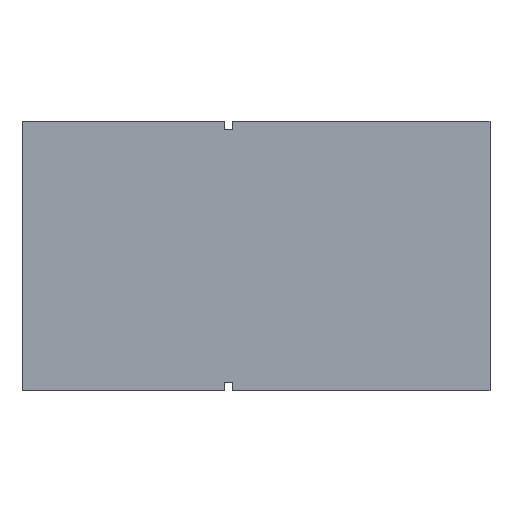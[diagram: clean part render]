
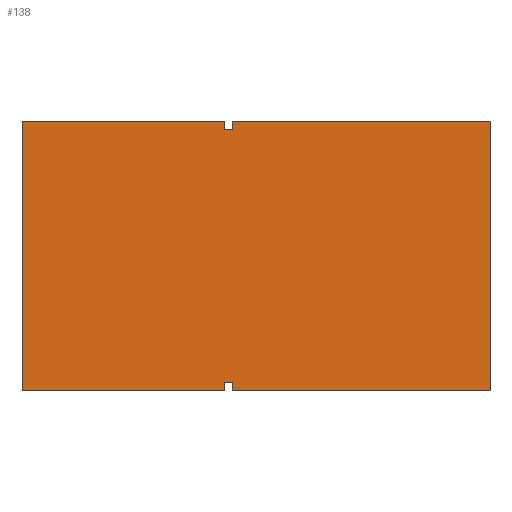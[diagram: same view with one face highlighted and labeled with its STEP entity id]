
A CAD part, front view. The second image highlights one B-rep face of the part: STEP entity #138.
In plain terms, the highlighted planar face has unit normal (0, -1, 0).
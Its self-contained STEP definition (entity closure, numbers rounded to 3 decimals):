
#3 = EDGE_CURVE ( 'NONE', #65, #1031, #831, .T. ) ;
#10 = VERTEX_POINT ( 'NONE', #28 ) ;
#25 = CARTESIAN_POINT ( 'NONE',  ( 289.5, -2.5, 83.5 ) ) ;
#28 = CARTESIAN_POINT ( 'NONE',  ( 125., -2.5, 83.5 ) ) ;
#29 = LINE ( 'NONE', #515, #205 ) ;
#33 = CARTESIAN_POINT ( 'NONE',  ( 0., -2.5, 0. ) ) ;
#35 = AXIS2_PLACEMENT_3D ( 'NONE', #33, #690, #513 ) ;
#52 = VECTOR ( 'NONE', #792, 1000. ) ;
#65 = VERTEX_POINT ( 'NONE', #204 ) ;
#70 = EDGE_CURVE ( 'NONE', #560, #1015, #543, .T. ) ;
#74 = VERTEX_POINT ( 'NONE', #1042 ) ;
#75 = EDGE_CURVE ( 'NONE', #1020, #786, #375, .T. ) ;
#92 = LINE ( 'NONE', #998, #244 ) ;
#100 = VECTOR ( 'NONE', #451, 1000. ) ;
#101 = EDGE_CURVE ( 'NONE', #309, #667, #474, .T. ) ;
#111 = CARTESIAN_POINT ( 'NONE',  ( 125., -2.5, 78.25 ) ) ;
#116 = CARTESIAN_POINT ( 'NONE',  ( 125., -2.5, 0. ) ) ;
#121 = VECTOR ( 'NONE', #978, 1000. ) ;
#137 = CARTESIAN_POINT ( 'NONE',  ( 289.5, -2.5, 0. ) ) ;
#138 = ADVANCED_FACE ( 'NONE', ( #929 ), #518, .F. ) ;
#144 = CARTESIAN_POINT ( 'NONE',  ( 130., -2.5, 83.5 ) ) ;
#158 = CARTESIAN_POINT ( 'NONE',  ( 0., -2.5, 79.5 ) ) ;
#160 = VECTOR ( 'NONE', #870, 1000. ) ;
#174 = VECTOR ( 'NONE', #516, 1000. ) ;
#180 = LINE ( 'NONE', #500, #361 ) ;
#183 = VECTOR ( 'NONE', #710, 1000. ) ;
#198 = ORIENTED_EDGE ( 'NONE', *, *, #275, .F. ) ;
#204 = CARTESIAN_POINT ( 'NONE',  ( 125., -2.5, -79.5 ) ) ;
#205 = VECTOR ( 'NONE', #938, 1000. ) ;
#208 = CARTESIAN_POINT ( 'NONE',  ( 130., -2.5, -83.5 ) ) ;
#218 = CARTESIAN_POINT ( 'NONE',  ( 130., -2.5, -83.5 ) ) ;
#244 = VECTOR ( 'NONE', #827, 1000. ) ;
#245 = EDGE_CURVE ( 'NONE', #74, #10, #730, .T. ) ;
#248 = CARTESIAN_POINT ( 'NONE',  ( 289.5, -2.5, -83.5 ) ) ;
#259 = VERTEX_POINT ( 'NONE', #158 ) ;
#275 = EDGE_CURVE ( 'NONE', #1015, #309, #868, .T. ) ;
#279 = LINE ( 'NONE', #1019, #100 ) ;
#285 = VERTEX_POINT ( 'NONE', #805 ) ;
#294 = CARTESIAN_POINT ( 'NONE',  ( 0., -2.5, -79.5 ) ) ;
#298 = ORIENTED_EDGE ( 'NONE', *, *, #632, .F. ) ;
#300 = CARTESIAN_POINT ( 'NONE',  ( 130., -2.5, -78.25 ) ) ;
#309 = VERTEX_POINT ( 'NONE', #323 ) ;
#321 = VECTOR ( 'NONE', #703, 1000. ) ;
#323 = CARTESIAN_POINT ( 'NONE',  ( 130., -2.5, 83.5 ) ) ;
#347 = VECTOR ( 'NONE', #766, 1000. ) ;
#348 = VERTEX_POINT ( 'NONE', #248 ) ;
#357 = ORIENTED_EDGE ( 'NONE', *, *, #765, .T. ) ;
#361 = VECTOR ( 'NONE', #823, 1000. ) ;
#369 = LINE ( 'NONE', #532, #174 ) ;
#371 = VECTOR ( 'NONE', #463, 1000. ) ;
#375 = LINE ( 'NONE', #953, #321 ) ;
#383 = VERTEX_POINT ( 'NONE', #564 ) ;
#388 = CARTESIAN_POINT ( 'NONE',  ( 130., -2.5, 78.25 ) ) ;
#395 = CARTESIAN_POINT ( 'NONE',  ( 130., -2.5, 83.5 ) ) ;
#402 = CARTESIAN_POINT ( 'NONE',  ( 125., -2.5, 79.5 ) ) ;
#416 = ORIENTED_EDGE ( 'NONE', *, *, #899, .F. ) ;
#424 = LINE ( 'NONE', #919, #621 ) ;
#430 = ORIENTED_EDGE ( 'NONE', *, *, #245, .T. ) ;
#433 = LINE ( 'NONE', #674, #860 ) ;
#451 = DIRECTION ( 'NONE',  ( 1., 0., 0. ) ) ;
#461 = DIRECTION ( 'NONE',  ( 0., 0., -1. ) ) ;
#463 = DIRECTION ( 'NONE',  ( 0., 0., 1. ) ) ;
#471 = CARTESIAN_POINT ( 'NONE',  ( 0., -2.5, 83.5 ) ) ;
#474 = LINE ( 'NONE', #395, #551 ) ;
#496 = CARTESIAN_POINT ( 'NONE',  ( 0., -2.5, 0. ) ) ;
#500 = CARTESIAN_POINT ( 'NONE',  ( 130., -2.5, -78.25 ) ) ;
#506 = DIRECTION ( 'NONE',  ( 1., 0., 0. ) ) ;
#513 = DIRECTION ( 'NONE',  ( 0., 0., 1. ) ) ;
#515 = CARTESIAN_POINT ( 'NONE',  ( 125., -2.5, 98.59 ) ) ;
#516 = DIRECTION ( 'NONE',  ( 1., 0., 0. ) ) ;
#518 = PLANE ( 'NONE',  #35 ) ;
#527 = ORIENTED_EDGE ( 'NONE', *, *, #960, .F. ) ;
#532 = CARTESIAN_POINT ( 'NONE',  ( 0., -2.5, -83.5 ) ) ;
#543 = LINE ( 'NONE', #388, #183 ) ;
#551 = VECTOR ( 'NONE', #1047, 1000. ) ;
#560 = VERTEX_POINT ( 'NONE', #111 ) ;
#564 = CARTESIAN_POINT ( 'NONE',  ( 125., -2.5, -78.25 ) ) ;
#565 = VERTEX_POINT ( 'NONE', #25 ) ;
#573 = EDGE_CURVE ( 'NONE', #74, #560, #29, .T. ) ;
#574 = DIRECTION ( 'NONE',  ( 0., 0., 1. ) ) ;
#579 = CARTESIAN_POINT ( 'NONE',  ( 285.5, -2.5, -83.5 ) ) ;
#580 = ORIENTED_EDGE ( 'NONE', *, *, #3, .F. ) ;
#585 = ORIENTED_EDGE ( 'NONE', *, *, #986, .T. ) ;
#594 = CARTESIAN_POINT ( 'NONE',  ( 125., -2.5, -83.5 ) ) ;
#603 = EDGE_LOOP ( 'NONE', ( #790, #357, #708, #298, #872, #198, #701, #902, #430, #585, #874, #830, #649, #706, #580, #416, #527, #916 ) ) ;
#621 = VECTOR ( 'NONE', #574, 1000. ) ;
#627 = CARTESIAN_POINT ( 'NONE',  ( 285.5, -2.5, 83.5 ) ) ;
#632 = EDGE_CURVE ( 'NONE', #667, #565, #433, .T. ) ;
#649 = ORIENTED_EDGE ( 'NONE', *, *, #661, .T. ) ;
#660 = VERTEX_POINT ( 'NONE', #948 ) ;
#661 = EDGE_CURVE ( 'NONE', #660, #285, #789, .T. ) ;
#667 = VERTEX_POINT ( 'NONE', #627 ) ;
#674 = CARTESIAN_POINT ( 'NONE',  ( 0., -2.5, 83.5 ) ) ;
#677 = EDGE_CURVE ( 'NONE', #786, #775, #954, .T. ) ;
#683 = EDGE_CURVE ( 'NONE', #565, #348, #1038, .T. ) ;
#690 = DIRECTION ( 'NONE',  ( 0., 1., 0. ) ) ;
#701 = ORIENTED_EDGE ( 'NONE', *, *, #70, .F. ) ;
#703 = DIRECTION ( 'NONE',  ( -1., 0., 0. ) ) ;
#706 = ORIENTED_EDGE ( 'NONE', *, *, #756, .T. ) ;
#708 = ORIENTED_EDGE ( 'NONE', *, *, #683, .F. ) ;
#710 = DIRECTION ( 'NONE',  ( 1., 0., 0. ) ) ;
#722 = DIRECTION ( 'NONE',  ( 0., 0., -1. ) ) ;
#730 = LINE ( 'NONE', #402, #371 ) ;
#750 = VECTOR ( 'NONE', #722, 1000. ) ;
#756 = EDGE_CURVE ( 'NONE', #285, #1031, #369, .T. ) ;
#765 = EDGE_CURVE ( 'NONE', #1020, #348, #279, .T. ) ;
#766 = DIRECTION ( 'NONE',  ( 0., 0., -1. ) ) ;
#775 = VERTEX_POINT ( 'NONE', #300 ) ;
#786 = VERTEX_POINT ( 'NONE', #208 ) ;
#789 = LINE ( 'NONE', #294, #750 ) ;
#790 = ORIENTED_EDGE ( 'NONE', *, *, #75, .F. ) ;
#792 = DIRECTION ( 'NONE',  ( 0., 0., 1. ) ) ;
#805 = CARTESIAN_POINT ( 'NONE',  ( 0., -2.5, -83.5 ) ) ;
#823 = DIRECTION ( 'NONE',  ( -1., 0., 0. ) ) ;
#827 = DIRECTION ( 'NONE',  ( -1., 0., 0. ) ) ;
#830 = ORIENTED_EDGE ( 'NONE', *, *, #1057, .F. ) ;
#831 = LINE ( 'NONE', #116, #347 ) ;
#832 = DIRECTION ( 'NONE',  ( 0., 0., 1. ) ) ;
#839 = CARTESIAN_POINT ( 'NONE',  ( 130., -2.5, 78.25 ) ) ;
#860 = VECTOR ( 'NONE', #506, 1000. ) ;
#868 = LINE ( 'NONE', #144, #52 ) ;
#870 = DIRECTION ( 'NONE',  ( 0., 0., 1. ) ) ;
#872 = ORIENTED_EDGE ( 'NONE', *, *, #101, .F. ) ;
#874 = ORIENTED_EDGE ( 'NONE', *, *, #969, .F. ) ;
#899 = EDGE_CURVE ( 'NONE', #383, #65, #970, .T. ) ;
#900 = CARTESIAN_POINT ( 'NONE',  ( 125., -2.5, -78.25 ) ) ;
#902 = ORIENTED_EDGE ( 'NONE', *, *, #573, .F. ) ;
#908 = VERTEX_POINT ( 'NONE', #471 ) ;
#916 = ORIENTED_EDGE ( 'NONE', *, *, #677, .F. ) ;
#919 = CARTESIAN_POINT ( 'NONE',  ( 0., -2.5, 98.59 ) ) ;
#927 = VECTOR ( 'NONE', #461, 1000. ) ;
#929 = FACE_OUTER_BOUND ( 'NONE', #603, .T. ) ;
#938 = DIRECTION ( 'NONE',  ( 0., 0., -1. ) ) ;
#948 = CARTESIAN_POINT ( 'NONE',  ( 0., -2.5, -79.5 ) ) ;
#953 = CARTESIAN_POINT ( 'NONE',  ( 130., -2.5, -83.5 ) ) ;
#954 = LINE ( 'NONE', #218, #160 ) ;
#960 = EDGE_CURVE ( 'NONE', #775, #383, #180, .T. ) ;
#969 = EDGE_CURVE ( 'NONE', #259, #908, #988, .T. ) ;
#970 = LINE ( 'NONE', #900, #121 ) ;
#978 = DIRECTION ( 'NONE',  ( 0., 0., -1. ) ) ;
#986 = EDGE_CURVE ( 'NONE', #10, #908, #92, .T. ) ;
#988 = LINE ( 'NONE', #496, #1032 ) ;
#998 = CARTESIAN_POINT ( 'NONE',  ( 0., -2.5, 83.5 ) ) ;
#1015 = VERTEX_POINT ( 'NONE', #839 ) ;
#1019 = CARTESIAN_POINT ( 'NONE',  ( 285.5, -2.5, -83.5 ) ) ;
#1020 = VERTEX_POINT ( 'NONE', #579 ) ;
#1031 = VERTEX_POINT ( 'NONE', #594 ) ;
#1032 = VECTOR ( 'NONE', #832, 1000. ) ;
#1038 = LINE ( 'NONE', #137, #927 ) ;
#1042 = CARTESIAN_POINT ( 'NONE',  ( 125., -2.5, 79.5 ) ) ;
#1047 = DIRECTION ( 'NONE',  ( 1., 0., 0. ) ) ;
#1057 = EDGE_CURVE ( 'NONE', #660, #259, #424, .T. ) ;
